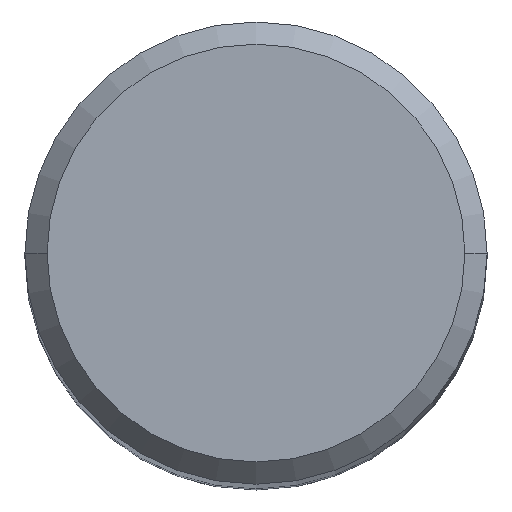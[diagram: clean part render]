
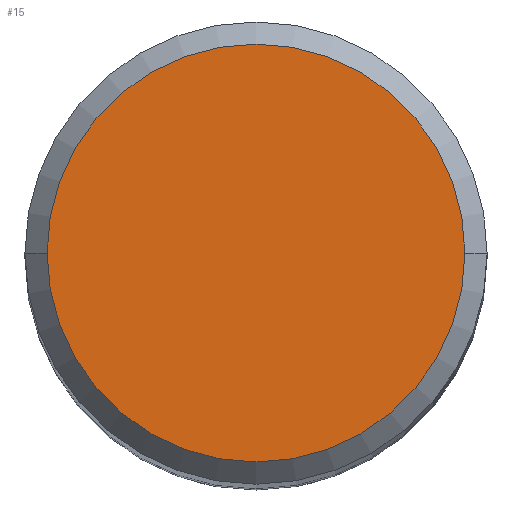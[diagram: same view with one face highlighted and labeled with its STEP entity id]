
A CAD part, top view. The second image highlights one B-rep face of the part: STEP entity #15.
In plain terms, the highlighted planar face has unit normal (0, 0, 1).
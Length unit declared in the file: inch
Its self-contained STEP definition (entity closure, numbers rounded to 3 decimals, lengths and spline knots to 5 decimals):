
#10 = CARTESIAN_POINT ( 'NONE',  ( 0., 0., 2.5 ) ) ;
#15 = ADVANCED_FACE ( 'NONE', ( #270 ), #30, .T. ) ;
#27 = CARTESIAN_POINT ( 'NONE',  ( 0., 0., 2.5 ) ) ;
#30 = PLANE ( 'NONE',  #148 ) ;
#35 = ORIENTED_EDGE ( 'NONE', *, *, #188, .T. ) ;
#70 = CARTESIAN_POINT ( 'NONE',  ( 0., 0., 2.5 ) ) ;
#96 = DIRECTION ( 'NONE',  ( 1., 0., 0. ) ) ;
#102 = DIRECTION ( 'NONE',  ( 1., 0., 0. ) ) ;
#140 = DIRECTION ( 'NONE',  ( 1., 0., 0. ) ) ;
#148 = AXIS2_PLACEMENT_3D ( 'NONE', #10, #203, #102 ) ;
#166 = EDGE_LOOP ( 'NONE', ( #261, #35 ) ) ;
#182 = VERTEX_POINT ( 'NONE', #199 ) ;
#188 = EDGE_CURVE ( 'NONE', #200, #182, #210, .T. ) ;
#189 = AXIS2_PLACEMENT_3D ( 'NONE', #27, #196, #96 ) ;
#196 = DIRECTION ( 'NONE',  ( 0., 0., 1. ) ) ;
#199 = CARTESIAN_POINT ( 'NONE',  ( -0.14125, 0., 2.5 ) ) ;
#200 = VERTEX_POINT ( 'NONE', #249 ) ;
#203 = DIRECTION ( 'NONE',  ( 0., 0., 1. ) ) ;
#210 = CIRCLE ( 'NONE', #189, 0.14125 ) ;
#215 = AXIS2_PLACEMENT_3D ( 'NONE', #70, #227, #140 ) ;
#227 = DIRECTION ( 'NONE',  ( 0., 0., 1. ) ) ;
#249 = CARTESIAN_POINT ( 'NONE',  ( 0.14125, 0., 2.5 ) ) ;
#261 = ORIENTED_EDGE ( 'NONE', *, *, #313, .T. ) ;
#270 = FACE_OUTER_BOUND ( 'NONE', #166, .T. ) ;
#297 = CIRCLE ( 'NONE', #215, 0.14125 ) ;
#313 = EDGE_CURVE ( 'NONE', #182, #200, #297, .T. ) ;
